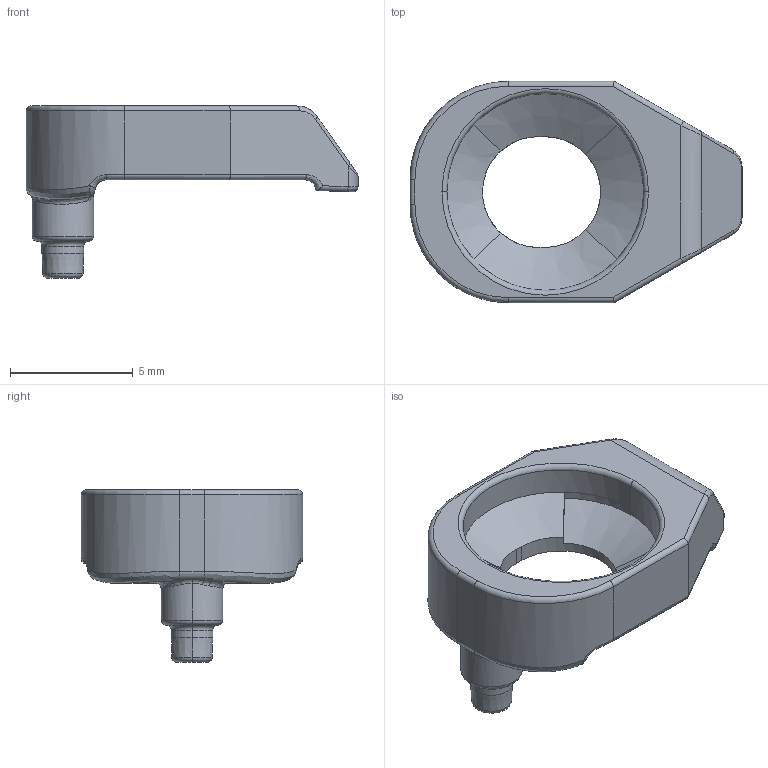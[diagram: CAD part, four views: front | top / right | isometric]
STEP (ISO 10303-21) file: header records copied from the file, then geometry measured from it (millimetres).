
FILE_DESCRIPTION(/* description */ (''),/* implementation_level */ '2;1');
FILE_NAME(/* name */ 'AMS4.stp',/* time_stamp */ '2022-02-03T10:31:44+09:00',/* author */ (''),/* organization */ (''),/* preprocessor_version */ 'ST-DEVELOPER v16',/* originating_system */ 'SIEMENS PLM Software NX 10.0',/* authorisation */ '');
FILE_SCHEMA (('AUTOMOTIVE_DESIGN { 1 0 10303 214 3 1 1 1 }'));
Length unit declared in the file: millimetre
Products named in the file (1): AMS4
Bounding box: 13.5 x 9 x 7 mm (x, y, z)
Volume: 201.2 mm3; surface area: 344.4 mm2
Topology: 1 solids, 1 shells, 91 faces, 218 edges, 129 vertices
Faces by surface type: cylinder 34, bspline 22, plane 17, torus 12, cone 6
Entity records: 4320 total; most frequent: CARTESIAN_POINT 2313, ORIENTED_EDGE 436, DIRECTION 384, EDGE_CURVE 218, AXIS2_PLACEMENT_3D 152, VERTEX_POINT 128, EDGE_LOOP 92, ADVANCED_FACE 91
